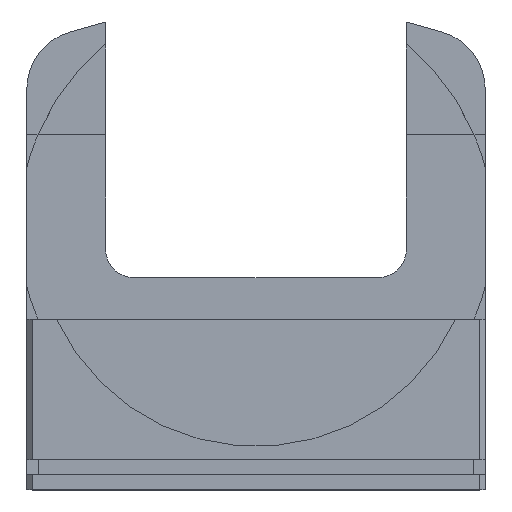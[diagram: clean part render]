
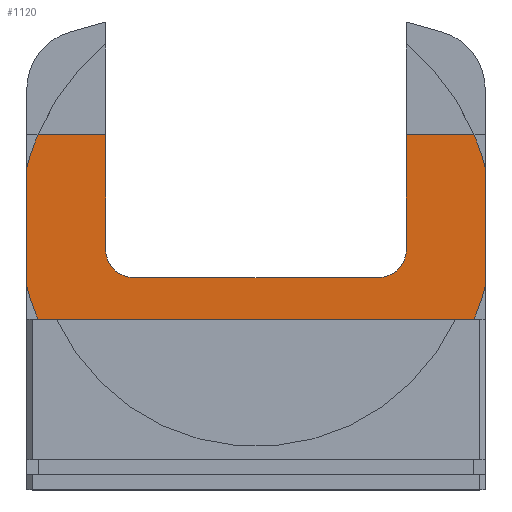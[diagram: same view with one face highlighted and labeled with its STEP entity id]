
A CAD part, top view. The second image highlights one B-rep face of the part: STEP entity #1120.
In plain terms, the highlighted planar face has unit normal (0, 0, 1).
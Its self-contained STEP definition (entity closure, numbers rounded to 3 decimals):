
#224 = VERTEX_POINT('',#225);
#225 = CARTESIAN_POINT('',(-11.6,-4.919,0.5));
#321 = VERTEX_POINT('',#322);
#322 = CARTESIAN_POINT('',(11.6,-4.919,0.5));
#599 = VERTEX_POINT('',#600);
#600 = CARTESIAN_POINT('',(-12.2,-3.15,0.5));
#606 = EDGE_CURVE('',#599,#607,#609,.T.);
#607 = VERTEX_POINT('',#608);
#608 = CARTESIAN_POINT('',(-12.2,3.15,0.5));
#609 = LINE('',#610,#611);
#610 = CARTESIAN_POINT('',(-12.2,-7.,0.5));
#611 = VECTOR('',#612,1.);
#612 = DIRECTION('',(0.,1.,0.));
#644 = EDGE_CURVE('',#599,#224,#645,.T.);
#645 = CIRCLE('',#646,12.6);
#646 = AXIS2_PLACEMENT_3D('',#647,#648,#649);
#647 = CARTESIAN_POINT('',(0.,0.,0.5));
#648 = DIRECTION('',(0.,0.,1.));
#649 = DIRECTION('',(1.,0.,0.));
#733 = EDGE_CURVE('',#321,#734,#736,.T.);
#734 = VERTEX_POINT('',#735);
#735 = CARTESIAN_POINT('',(12.2,-3.15,0.5));
#736 = CIRCLE('',#737,12.6);
#737 = AXIS2_PLACEMENT_3D('',#738,#739,#740);
#738 = CARTESIAN_POINT('',(0.,0.,0.5));
#739 = DIRECTION('',(0.,0.,1.));
#740 = DIRECTION('',(1.,0.,0.));
#800 = VERTEX_POINT('',#801);
#801 = CARTESIAN_POINT('',(12.2,3.15,0.5));
#807 = EDGE_CURVE('',#800,#734,#808,.T.);
#808 = LINE('',#809,#810);
#809 = CARTESIAN_POINT('',(12.2,3.656,0.5));
#810 = VECTOR('',#811,1.);
#811 = DIRECTION('',(0.,-1.,0.));
#1086 = VERTEX_POINT('',#1087);
#1087 = CARTESIAN_POINT('',(-11.6,4.919,0.5));
#1109 = EDGE_CURVE('',#1086,#607,#1110,.T.);
#1110 = CIRCLE('',#1111,12.6);
#1111 = AXIS2_PLACEMENT_3D('',#1112,#1113,#1114);
#1112 = CARTESIAN_POINT('',(0.,0.,0.5));
#1113 = DIRECTION('',(0.,0.,1.));
#1114 = DIRECTION('',(1.,0.,0.));
#1120 = ADVANCED_FACE('',(#1121),#1199,.T.);
#1121 = FACE_BOUND('',#1122,.T.);
#1122 = EDGE_LOOP('',(#1123,#1124,#1133,#1141,#1149,#1158,#1166,#1175,
    #1183,#1189,#1190,#1191,#1192,#1198));
#1123 = ORIENTED_EDGE('',*,*,#807,.F.);
#1124 = ORIENTED_EDGE('',*,*,#1125,.T.);
#1125 = EDGE_CURVE('',#800,#1126,#1128,.T.);
#1126 = VERTEX_POINT('',#1127);
#1127 = CARTESIAN_POINT('',(11.6,4.919,0.5));
#1128 = CIRCLE('',#1129,12.6);
#1129 = AXIS2_PLACEMENT_3D('',#1130,#1131,#1132);
#1130 = CARTESIAN_POINT('',(0.,0.,0.5));
#1131 = DIRECTION('',(0.,0.,1.));
#1132 = DIRECTION('',(1.,0.,0.));
#1133 = ORIENTED_EDGE('',*,*,#1134,.F.);
#1134 = EDGE_CURVE('',#1135,#1126,#1137,.T.);
#1135 = VERTEX_POINT('',#1136);
#1136 = CARTESIAN_POINT('',(8.,4.919,0.5));
#1137 = LINE('',#1138,#1139);
#1138 = CARTESIAN_POINT('',(-12.2,4.919,0.5));
#1139 = VECTOR('',#1140,1.);
#1140 = DIRECTION('',(1.,0.,0.));
#1141 = ORIENTED_EDGE('',*,*,#1142,.T.);
#1142 = EDGE_CURVE('',#1135,#1143,#1145,.T.);
#1143 = VERTEX_POINT('',#1144);
#1144 = CARTESIAN_POINT('',(8.,-1.2,0.5));
#1145 = LINE('',#1146,#1147);
#1146 = CARTESIAN_POINT('',(8.,-0.6,0.5));
#1147 = VECTOR('',#1148,1.);
#1148 = DIRECTION('',(0.,-1.,0.));
#1149 = ORIENTED_EDGE('',*,*,#1150,.T.);
#1150 = EDGE_CURVE('',#1143,#1151,#1153,.T.);
#1151 = VERTEX_POINT('',#1152);
#1152 = CARTESIAN_POINT('',(6.5,-2.7,0.5));
#1153 = CIRCLE('',#1154,1.5);
#1154 = AXIS2_PLACEMENT_3D('',#1155,#1156,#1157);
#1155 = CARTESIAN_POINT('',(6.5,-1.2,0.5));
#1156 = DIRECTION('',(0.,0.,-1.));
#1157 = DIRECTION('',(1.,0.,0.));
#1158 = ORIENTED_EDGE('',*,*,#1159,.T.);
#1159 = EDGE_CURVE('',#1151,#1160,#1162,.T.);
#1160 = VERTEX_POINT('',#1161);
#1161 = CARTESIAN_POINT('',(-6.5,-2.7,0.5));
#1162 = LINE('',#1163,#1164);
#1163 = CARTESIAN_POINT('',(-3.25,-2.7,0.5));
#1164 = VECTOR('',#1165,1.);
#1165 = DIRECTION('',(-1.,0.,0.));
#1166 = ORIENTED_EDGE('',*,*,#1167,.T.);
#1167 = EDGE_CURVE('',#1160,#1168,#1170,.T.);
#1168 = VERTEX_POINT('',#1169);
#1169 = CARTESIAN_POINT('',(-8.,-1.2,0.5));
#1170 = CIRCLE('',#1171,1.5);
#1171 = AXIS2_PLACEMENT_3D('',#1172,#1173,#1174);
#1172 = CARTESIAN_POINT('',(-6.5,-1.2,0.5));
#1173 = DIRECTION('',(0.,0.,-1.));
#1174 = DIRECTION('',(1.,0.,0.));
#1175 = ORIENTED_EDGE('',*,*,#1176,.T.);
#1176 = EDGE_CURVE('',#1168,#1177,#1179,.T.);
#1177 = VERTEX_POINT('',#1178);
#1178 = CARTESIAN_POINT('',(-8.,4.919,0.5));
#1179 = LINE('',#1180,#1181);
#1180 = CARTESIAN_POINT('',(-8.,6.15,0.5));
#1181 = VECTOR('',#1182,1.);
#1182 = DIRECTION('',(0.,1.,0.));
#1183 = ORIENTED_EDGE('',*,*,#1184,.F.);
#1184 = EDGE_CURVE('',#1086,#1177,#1185,.T.);
#1185 = LINE('',#1186,#1187);
#1186 = CARTESIAN_POINT('',(-12.2,4.919,0.5));
#1187 = VECTOR('',#1188,1.);
#1188 = DIRECTION('',(1.,0.,0.));
#1189 = ORIENTED_EDGE('',*,*,#1109,.T.);
#1190 = ORIENTED_EDGE('',*,*,#606,.F.);
#1191 = ORIENTED_EDGE('',*,*,#644,.T.);
#1192 = ORIENTED_EDGE('',*,*,#1193,.F.);
#1193 = EDGE_CURVE('',#321,#224,#1194,.T.);
#1194 = LINE('',#1195,#1196);
#1195 = CARTESIAN_POINT('',(12.2,-4.919,0.5));
#1196 = VECTOR('',#1197,1.);
#1197 = DIRECTION('',(-1.,0.,0.));
#1198 = ORIENTED_EDGE('',*,*,#733,.T.);
#1199 = PLANE('',#1200);
#1200 = AXIS2_PLACEMENT_3D('',#1201,#1202,#1203);
#1201 = CARTESIAN_POINT('',(0.,0.,0.5));
#1202 = DIRECTION('',(0.,0.,1.));
#1203 = DIRECTION('',(1.,0.,0.));
